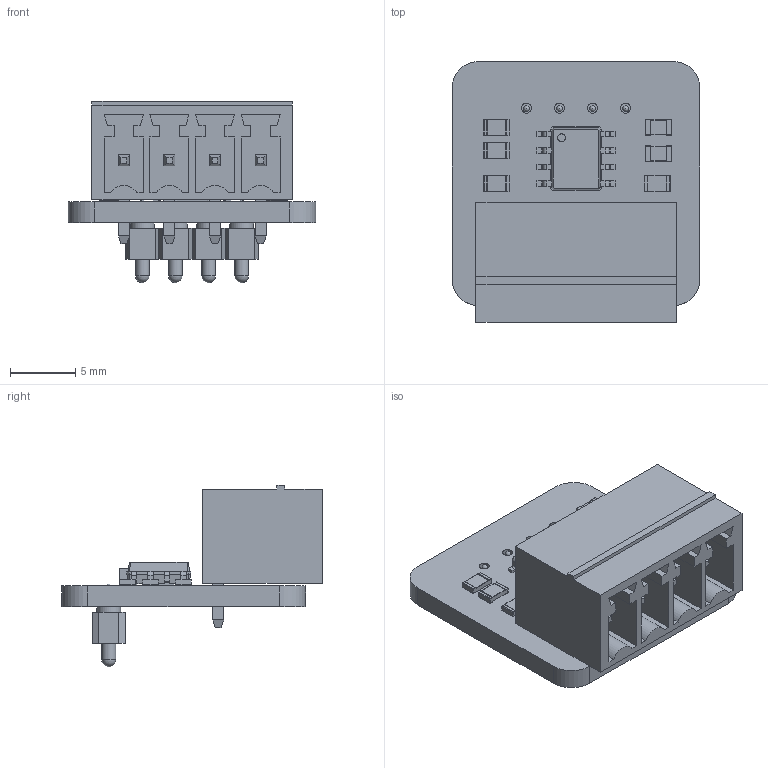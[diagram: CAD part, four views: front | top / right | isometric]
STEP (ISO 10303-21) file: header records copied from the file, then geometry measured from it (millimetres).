
FILE_DESCRIPTION(/* description */ (''),/* implementation_level */ '2;1');
FILE_NAME(/* name */ 'P-TET-000029-0_Sensirion_Comm_PCB.step',/* time_stamp */ '2020-08-31T13:04:49-04:00',/* author */ (''),/* organization */ (''),/* preprocessor_version */ 'ST-DEVELOPER v18.1',/* originating_system */ 'Autodesk Translation Framework v9.3.0.1241',/* authorisation */ '');
FILE_SCHEMA (('AUTOMOTIVE_DESIGN { 1 0 10303 214 3 1 1 }'));
Length unit declared in the file: millimetre
Products named in the file (12): P-TET-000029 Sensirion Comm PCB; Phoneix_connector_from_Patrick's_model; COMPOUND (2); POGO_pins_export; COMPOUND; SOIC-8-1EP_3.9x4.9mm_P1.27mm_EP2.35x2.35mm; SOLID (2); C_0805_2012Metric; SOLID (1); R_0805_2012Metric; SOLID; COMPOUND (1)
Assembly tree (14 placements, depth 3):
  P-TET-000029 Sensirion Comm PCB
    POGO_pins_export
      COMPOUND
    SOIC-8-1EP_3.9x4.9mm_P1.27mm_EP2.35x2.35mm
      SOLID (2)
    R_0805_2012Metric  x4
      SOLID
    C_0805_2012Metric  x2
      SOLID (1)
    COMPOUND (1)
  Phoneix_connector_from_Patrick's_model
    COMPOUND (2)
Bounding box: 19 x 20.03 x 13.95 mm (x, y, z)
Volume: 1306.2 mm3; surface area: 2453.8 mm2
Topology: 10 solids, 10 shells, 533 faces, 1365 edges, 874 vertices
Faces by surface type: plane 408, cylinder 117, sphere 8
Full cylindrical faces by diameter (mm): 0.432 x4, 0.6 x1, 0.762 x4, 1.067 x4, 1.2 x4, 1.829 x4
Entity records: 13464 total; most frequent: CARTESIAN_POINT 2229, DIRECTION 2163, ORIENTED_EDGE 2162, EDGE_CURVE 1081, LINE 907, VECTOR 907, VERTEX_POINT 694, AXIS2_PLACEMENT_3D 628
